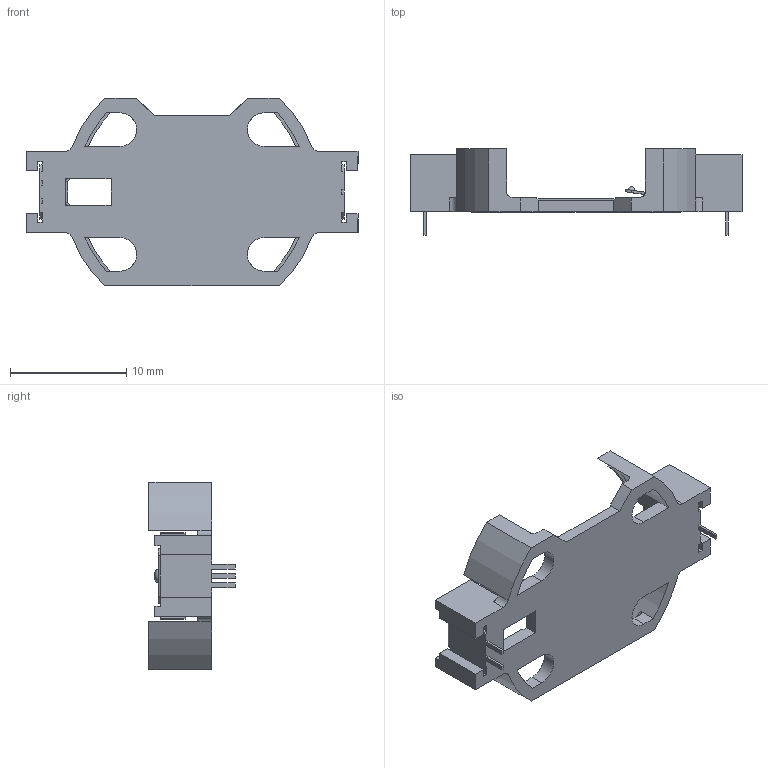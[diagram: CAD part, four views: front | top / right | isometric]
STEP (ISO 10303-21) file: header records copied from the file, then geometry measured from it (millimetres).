
FILE_DESCRIPTION (( 'STEP AP214' ), '1' );
FILE_NAME ('CircuitWorks-BATT HOLDER DIP (SMTU2032-LF).STEP', '2019-01-09T15:31:16', ( '' ), ( '' ), 'SwSTEP 2.0', 'SolidWorks 2018', '' );
FILE_SCHEMA (( 'AUTOMOTIVE_DESIGN' ));
Length unit declared in the file: millimetre
Products named in the file (1): CircuitWorks-BATT HOLDER DIP (SMTU2032-LF)
Bounding box: 28.5 x 7.4 x 16.1 mm (x, y, z)
Volume: 569.5 mm3; surface area: 1359.3 mm2
Topology: 2 solids, 2 shells, 259 faces, 724 edges, 468 vertices
Faces by surface type: plane 200, cylinder 39, torus 8, bspline 4, sphere 4, cone 4
Entity records: 8359 total; most frequent: CARTESIAN_POINT 1638, ORIENTED_EDGE 1436, DIRECTION 1326, EDGE_CURVE 718, LINE 574, VECTOR 574, VERTEX_POINT 464, AXIS2_PLACEMENT_3D 376
